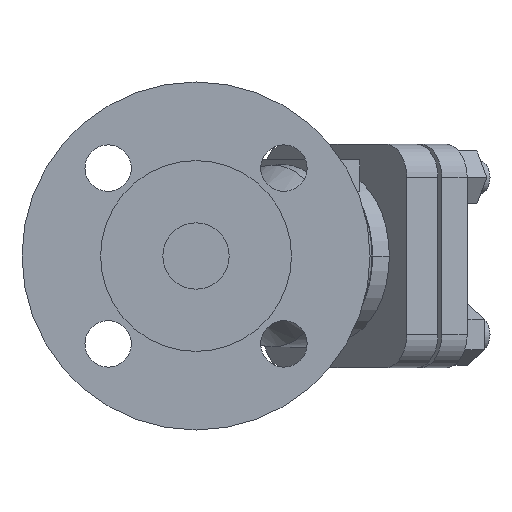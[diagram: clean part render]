
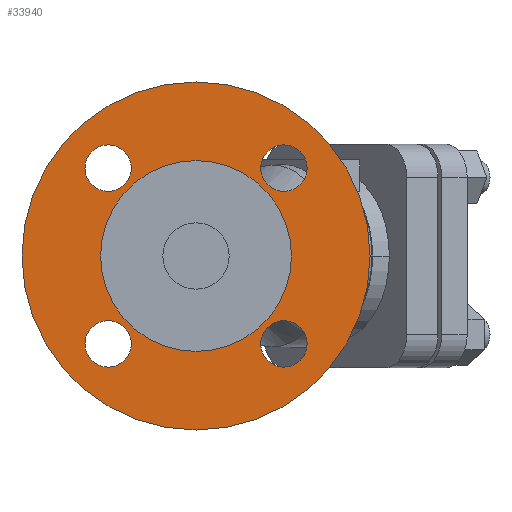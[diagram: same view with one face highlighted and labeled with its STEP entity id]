
A CAD part, left-side view. The second image highlights one B-rep face of the part: STEP entity #33940.
In plain terms, the highlighted planar face has unit normal (-1, 0, 0).
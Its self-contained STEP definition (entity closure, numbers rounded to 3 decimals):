
#3350=CARTESIAN_POINT('',(9.3,0.,0.));
#3360=DIRECTION('',(1.,0.,0.));
#3370=DIRECTION('',(0.,1.,0.));
#3380=AXIS2_PLACEMENT_3D('',#3350,#3360,#3370);
#3390=CYLINDRICAL_SURFACE('',#3380,28.795);
#3460=CARTESIAN_POINT('',(3.2,28.795,0.));
#3470=VERTEX_POINT('',#3460);
#3510=CARTESIAN_POINT('',(3.2,0.,0.));
#3520=DIRECTION('',(-1.,0.,0.));
#3530=DIRECTION('',(0.,1.,0.));
#3540=AXIS2_PLACEMENT_3D('',#3510,#3520,#3530);
#3550=CIRCLE('',#3540,28.795);
#3560=CARTESIAN_POINT('',(3.2,-28.795,0.));
#3570=VERTEX_POINT('',#3560);
#3580=CARTESIAN_POINT('',(3.2,0.,0.));
#3590=DIRECTION('',(1.,0.,0.));
#3600=DIRECTION('',(0.,0.,-1.));
#3610=AXIS2_PLACEMENT_3D('',#3580,#3590,#3600);
#3620=PLANE('',#3610);
#3630=SURFACE_CURVE('',#3550,(#3390,#3620),.CURVE_3D.);
#3640=EDGE_CURVE('',#3570,#3470,#3630,.T.);
#5800=CARTESIAN_POINT('',(18.6,0.,0.));
#5810=DIRECTION('',(1.,0.,0.));
#5820=DIRECTION('',(0.,0.,-1.));
#5830=AXIS2_PLACEMENT_3D('',#5800,#5810,#5820);
#5840=CYLINDRICAL_SURFACE('',#5830,52.5);
#5890=CARTESIAN_POINT('',(3.2,0.,52.5));
#5900=VERTEX_POINT('',#5890);
#5960=CARTESIAN_POINT('',(3.2,0.,0.));
#5970=DIRECTION('',(1.,0.,0.));
#5980=DIRECTION('',(0.,0.,-1.));
#5990=AXIS2_PLACEMENT_3D('',#5960,#5970,#5980);
#6000=CIRCLE('',#5990,52.5);
#6010=CARTESIAN_POINT('',(3.2,0.,-52.5));
#6020=VERTEX_POINT('',#6010);
#6030=SURFACE_CURVE('',#6000,(#5840,#3620),.CURVE_3D.);
#6040=EDGE_CURVE('',#6020,#5900,#6030,.T.);
#6260=CARTESIAN_POINT('',(18.6,26.517,-26.517));
#6270=DIRECTION('',(1.,0.,0.));
#6280=DIRECTION('',(0.,0.,-1.));
#6290=AXIS2_PLACEMENT_3D('',#6260,#6270,#6280);
#6300=CYLINDRICAL_SURFACE('',#6290,7.);
#6350=CARTESIAN_POINT('',(3.2,26.517,-19.517));
#6360=VERTEX_POINT('',#6350);
#6420=CARTESIAN_POINT('',(3.2,26.517,-26.517));
#6430=DIRECTION('',(-1.,0.,0.));
#6440=DIRECTION('',(0.,0.,-1.));
#6450=AXIS2_PLACEMENT_3D('',#6420,#6430,#6440);
#6460=CIRCLE('',#6450,7.);
#6470=CARTESIAN_POINT('',(3.2,26.517,-33.517));
#6480=VERTEX_POINT('',#6470);
#6490=SURFACE_CURVE('',#6460,(#6300,#3620),.CURVE_3D.);
#6500=EDGE_CURVE('',#6480,#6360,#6490,.T.);
#6720=CARTESIAN_POINT('',(18.6,-26.517,-26.517));
#6730=DIRECTION('',(1.,0.,0.));
#6740=DIRECTION('',(0.,0.,-1.));
#6750=AXIS2_PLACEMENT_3D('',#6720,#6730,#6740);
#6760=CYLINDRICAL_SURFACE('',#6750,7.);
#6810=CARTESIAN_POINT('',(3.2,-26.517,-19.517));
#6820=VERTEX_POINT('',#6810);
#7020=CARTESIAN_POINT('',(3.2,-26.517,-33.517));
#7030=VERTEX_POINT('',#7020);
#7070=CARTESIAN_POINT('',(3.2,-26.517,-26.517));
#7080=DIRECTION('',(-1.,0.,0.));
#7090=DIRECTION('',(0.,0.,-1.));
#7100=AXIS2_PLACEMENT_3D('',#7070,#7080,#7090);
#7110=CIRCLE('',#7100,7.);
#7120=SURFACE_CURVE('',#7110,(#6760,#3620),.CURVE_3D.);
#7130=EDGE_CURVE('',#6820,#7030,#7120,.T.);
#7180=CARTESIAN_POINT('',(18.6,-26.517,26.517));
#7190=DIRECTION('',(1.,0.,0.));
#7200=DIRECTION('',(0.,0.,-1.));
#7210=AXIS2_PLACEMENT_3D('',#7180,#7190,#7200);
#7220=CYLINDRICAL_SURFACE('',#7210,7.);
#7270=CARTESIAN_POINT('',(3.2,-26.517,33.517));
#7280=VERTEX_POINT('',#7270);
#7480=CARTESIAN_POINT('',(3.2,-26.517,19.517));
#7490=VERTEX_POINT('',#7480);
#7530=CARTESIAN_POINT('',(3.2,-26.517,26.517));
#7540=DIRECTION('',(-1.,0.,0.));
#7550=DIRECTION('',(0.,0.,-1.));
#7560=AXIS2_PLACEMENT_3D('',#7530,#7540,#7550);
#7570=CIRCLE('',#7560,7.);
#7580=SURFACE_CURVE('',#7570,(#7220,#3620),.CURVE_3D.);
#7590=EDGE_CURVE('',#7280,#7490,#7580,.T.);
#7640=CARTESIAN_POINT('',(18.6,26.517,26.517));
#7650=DIRECTION('',(1.,0.,0.));
#7660=DIRECTION('',(0.,0.,-1.));
#7670=AXIS2_PLACEMENT_3D('',#7640,#7650,#7660);
#7680=CYLINDRICAL_SURFACE('',#7670,7.);
#7730=CARTESIAN_POINT('',(3.2,26.517,33.517));
#7740=VERTEX_POINT('',#7730);
#7800=CARTESIAN_POINT('',(3.2,26.517,26.517));
#7810=DIRECTION('',(-1.,0.,0.));
#7820=DIRECTION('',(0.,0.,-1.));
#7830=AXIS2_PLACEMENT_3D('',#7800,#7810,#7820);
#7840=CIRCLE('',#7830,7.);
#7850=CARTESIAN_POINT('',(3.2,26.517,19.517));
#7860=VERTEX_POINT('',#7850);
#7870=SURFACE_CURVE('',#7840,(#7680,#3620),.CURVE_3D.);
#7880=EDGE_CURVE('',#7860,#7740,#7870,.T.);
#33580=SURFACE_CURVE('',#7840,(#7680,#3620),.CURVE_3D.);
#33590=EDGE_CURVE('',#7740,#7860,#33580,.T.);
#33600=ORIENTED_EDGE('',*,*,#33590,.F.);
#33610=ORIENTED_EDGE('',*,*,#7880,.F.);
#33620=EDGE_LOOP('',(#33610,#33600));
#33630=FACE_BOUND('',#33620,.T.);
#33640=SURFACE_CURVE('',#7570,(#7220,#3620),.CURVE_3D.);
#33650=EDGE_CURVE('',#7490,#7280,#33640,.T.);
#33660=ORIENTED_EDGE('',*,*,#33650,.F.);
#33670=ORIENTED_EDGE('',*,*,#7590,.F.);
#33680=EDGE_LOOP('',(#33670,#33660));
#33690=FACE_BOUND('',#33680,.T.);
#33700=SURFACE_CURVE('',#7110,(#6760,#3620),.CURVE_3D.);
#33710=EDGE_CURVE('',#7030,#6820,#33700,.T.);
#33720=ORIENTED_EDGE('',*,*,#33710,.F.);
#33730=ORIENTED_EDGE('',*,*,#7130,.F.);
#33740=EDGE_LOOP('',(#33730,#33720));
#33750=FACE_BOUND('',#33740,.T.);
#33760=ORIENTED_EDGE('',*,*,#6500,.F.);
#33770=SURFACE_CURVE('',#6460,(#6300,#3620),.CURVE_3D.);
#33780=EDGE_CURVE('',#6360,#6480,#33770,.T.);
#33790=ORIENTED_EDGE('',*,*,#33780,.F.);
#33800=EDGE_LOOP('',(#33790,#33760));
#33810=FACE_BOUND('',#33800,.T.);
#33820=SURFACE_CURVE('',#6000,(#5840,#3620),.CURVE_3D.);
#33830=EDGE_CURVE('',#5900,#6020,#33820,.T.);
#33840=ORIENTED_EDGE('',*,*,#33830,.F.);
#33850=ORIENTED_EDGE('',*,*,#6040,.F.);
#33860=EDGE_LOOP('',(#33850,#33840));
#33870=FACE_OUTER_BOUND('',#33860,.T.);
#33880=ORIENTED_EDGE('',*,*,#3640,.F.);
#33890=SURFACE_CURVE('',#3550,(#3390,#3620),.CURVE_3D.);
#33900=EDGE_CURVE('',#3470,#3570,#33890,.T.);
#33910=ORIENTED_EDGE('',*,*,#33900,.F.);
#33920=EDGE_LOOP('',(#33910,#33880));
#33930=FACE_BOUND('',#33920,.T.);
#33940=ADVANCED_FACE('',(#33630,#33690,#33750,#33810,#33870,#33930),
#3620,.F.);
